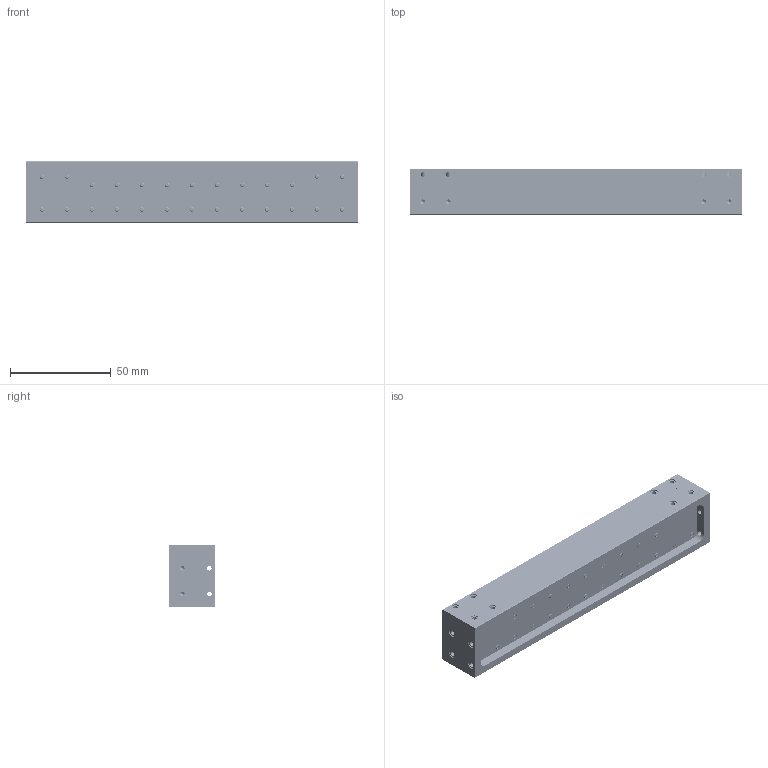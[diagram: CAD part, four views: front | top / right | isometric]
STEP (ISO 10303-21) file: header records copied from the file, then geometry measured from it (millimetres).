
FILE_DESCRIPTION (( 'STEP AP203' ), '1' );
FILE_NAME ('DMWD-28-101-B1, df.STEP', '2017-06-09T17:28:02', ( '' ), ( '' ), 'SwSTEP 2.0', 'SolidWorks 2013', '' );
FILE_SCHEMA (( 'CONFIG_CONTROL_DESIGN' ));
Products named in the file (1): DMWD-28-101-B1, df
Bounding box: 165.1 x 22.86 x 30.48 mm (x, y, z)
Volume: 83446.7 mm3; surface area: 52975.2 mm2
Topology: 55 solids, 55 shells, 3673 faces, 10061 edges, 6552 vertices
Faces by surface type: cylinder 2810, plane 428, cone 383, bspline 52
Entity records: 170791 total; most frequent: CARTESIAN_POINT 91150, ORIENTED_EDGE 20074, DIRECTION 13672, EDGE_CURVE 10037, VERTEX_POINT 6552, AXIS2_PLACEMENT_3D 5054, EDGE_LOOP 3923, ADVANCED_FACE 3673
